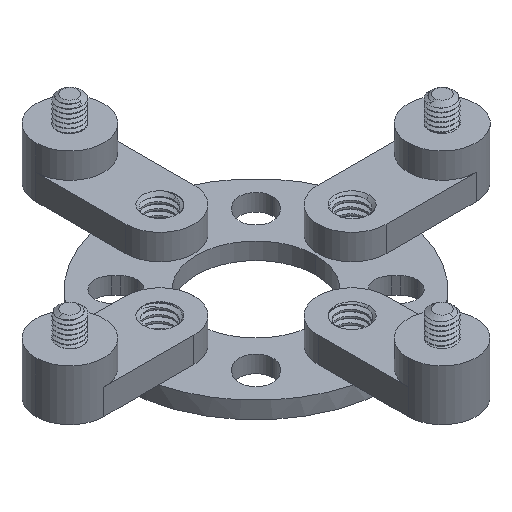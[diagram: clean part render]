
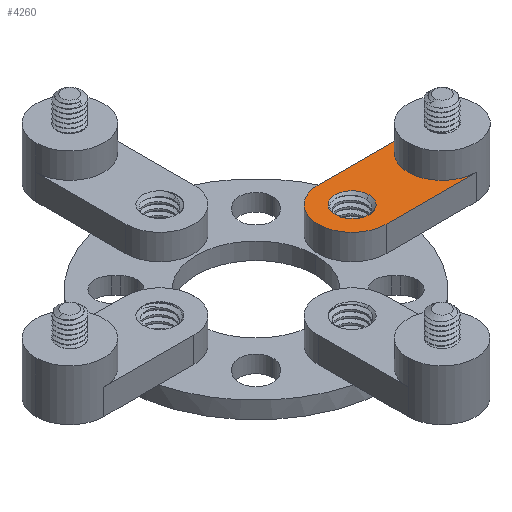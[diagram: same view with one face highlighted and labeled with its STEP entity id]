
A CAD part, isometric view. The second image highlights one B-rep face of the part: STEP entity #4260.
In plain terms, the highlighted planar face has unit normal (0, 0, 1).
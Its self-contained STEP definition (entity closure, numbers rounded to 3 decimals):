
#161 = CARTESIAN_POINT ( 'NONE',  ( 0., 4., 3. ) ) ;
#188 = EDGE_CURVE ( 'NONE', #7018, #10053, #13953, .T. ) ;
#381 = DIRECTION ( 'NONE',  ( 1., 0., 0. ) ) ;
#564 = CARTESIAN_POINT ( 'NONE',  ( 0., -4., 3. ) ) ;
#1294 = ORIENTED_EDGE ( 'NONE', *, *, #9198, .T. ) ;
#1348 = VERTEX_POINT ( 'NONE', #17020 ) ;
#1906 = CARTESIAN_POINT ( 'NONE',  ( 11.314, 0., 3. ) ) ;
#1995 = DIRECTION ( 'NONE',  ( 0., 0., 1. ) ) ;
#2340 = CARTESIAN_POINT ( 'NONE',  ( 10.835, -1.942, 3. ) ) ;
#2512 = CARTESIAN_POINT ( 'NONE',  ( 11.314, 0., 3. ) ) ;
#3214 = CARTESIAN_POINT ( 'NONE',  ( 11.314, 4., 3. ) ) ;
#3563 = LINE ( 'NONE', #161, #16152 ) ;
#3744 = DIRECTION ( 'NONE',  ( 0., 0., -1. ) ) ;
#4119 = VERTEX_POINT ( 'NONE', #18198 ) ;
#4260 = ADVANCED_FACE ( 'NONE', ( #14757, #12962 ), #8751, .T. ) ;
#4725 = CARTESIAN_POINT ( 'NONE',  ( 21.92, 0., 3. ) ) ;
#4769 = AXIS2_PLACEMENT_3D ( 'NONE', #16723, #19819, #9978 ) ;
#4837 = VERTEX_POINT ( 'NONE', #16923 ) ;
#4868 = LINE ( 'NONE', #564, #7182 ) ;
#5197 = EDGE_LOOP ( 'NONE', ( #1294, #5656, #10323, #15220, #18921 ) ) ;
#5333 = DIRECTION ( 'NONE',  ( 0., 0., -1. ) ) ;
#5656 = ORIENTED_EDGE ( 'NONE', *, *, #15365, .T. ) ;
#5810 = CARTESIAN_POINT ( 'NONE',  ( 21.92, -4., 3. ) ) ;
#5886 = CARTESIAN_POINT ( 'NONE',  ( 21.92, 4., 3. ) ) ;
#6068 = ORIENTED_EDGE ( 'NONE', *, *, #13289, .T. ) ;
#6170 = ORIENTED_EDGE ( 'NONE', *, *, #11143, .F. ) ;
#6340 = CIRCLE ( 'NONE', #13489, 2. ) ;
#6476 = CARTESIAN_POINT ( 'NONE',  ( 11.314, 0., 3. ) ) ;
#6536 = DIRECTION ( 'NONE',  ( -1., 0., 0. ) ) ;
#6679 = ORIENTED_EDGE ( 'NONE', *, *, #14820, .T. ) ;
#6882 = DIRECTION ( 'NONE',  ( 0., 0., -1. ) ) ;
#6951 = AXIS2_PLACEMENT_3D ( 'NONE', #4725, #16230, #16154 ) ;
#7018 = VERTEX_POINT ( 'NONE', #7444 ) ;
#7063 = DIRECTION ( 'NONE',  ( 1., 0., 0. ) ) ;
#7182 = VECTOR ( 'NONE', #7240, 1000. ) ;
#7240 = DIRECTION ( 'NONE',  ( 1., 0., 0. ) ) ;
#7363 = EDGE_LOOP ( 'NONE', ( #6679, #8341, #6068, #11855, #6170 ) ) ;
#7444 = CARTESIAN_POINT ( 'NONE',  ( 13.314, 0., 3. ) ) ;
#7610 = VERTEX_POINT ( 'NONE', #5886 ) ;
#7689 = VERTEX_POINT ( 'NONE', #5810 ) ;
#7825 = CARTESIAN_POINT ( 'NONE',  ( 17.92, 0., 3. ) ) ;
#7969 = DIRECTION ( 'NONE',  ( 1., 0., 0. ) ) ;
#8341 = ORIENTED_EDGE ( 'NONE', *, *, #12341, .T. ) ;
#8537 = VERTEX_POINT ( 'NONE', #7825 ) ;
#8751 = PLANE ( 'NONE',  #19934 ) ;
#8938 = CIRCLE ( 'NONE', #21151, 2. ) ;
#9198 = EDGE_CURVE ( 'NONE', #10053, #1348, #10615, .T. ) ;
#9532 = AXIS2_PLACEMENT_3D ( 'NONE', #21247, #14844, #6536 ) ;
#9707 = DIRECTION ( 'NONE',  ( 0., 0., -1. ) ) ;
#9978 = DIRECTION ( 'NONE',  ( 1., 0., 0. ) ) ;
#10053 = VERTEX_POINT ( 'NONE', #15353 ) ;
#10323 = ORIENTED_EDGE ( 'NONE', *, *, #16465, .T. ) ;
#10481 = DIRECTION ( 'NONE',  ( 1., 0., 0. ) ) ;
#10615 = CIRCLE ( 'NONE', #14503, 2. ) ;
#11143 = EDGE_CURVE ( 'NONE', #7610, #8537, #13153, .T. ) ;
#11722 = VERTEX_POINT ( 'NONE', #2340 ) ;
#11806 = DIRECTION ( 'NONE',  ( -1., 0., 0. ) ) ;
#11833 = DIRECTION ( 'NONE',  ( 1., 0., 0. ) ) ;
#11855 = ORIENTED_EDGE ( 'NONE', *, *, #11993, .F. ) ;
#11993 = EDGE_CURVE ( 'NONE', #8537, #7689, #20597, .T. ) ;
#12341 = EDGE_CURVE ( 'NONE', #20928, #4119, #18523, .T. ) ;
#12962 = FACE_OUTER_BOUND ( 'NONE', #7363, .T. ) ;
#13153 = CIRCLE ( 'NONE', #6951, 4. ) ;
#13289 = EDGE_CURVE ( 'NONE', #4119, #7689, #4868, .T. ) ;
#13489 = AXIS2_PLACEMENT_3D ( 'NONE', #16721, #6882, #11833 ) ;
#13953 = CIRCLE ( 'NONE', #4769, 2. ) ;
#14311 = DIRECTION ( 'NONE',  ( 0., 0., 1. ) ) ;
#14503 = AXIS2_PLACEMENT_3D ( 'NONE', #15116, #3744, #7063 ) ;
#14757 = FACE_BOUND ( 'NONE', #5197, .T. ) ;
#14820 = EDGE_CURVE ( 'NONE', #7610, #20928, #3563, .T. ) ;
#14844 = DIRECTION ( 'NONE',  ( 0., 0., 1. ) ) ;
#15116 = CARTESIAN_POINT ( 'NONE',  ( 11.314, 0., 3. ) ) ;
#15220 = ORIENTED_EDGE ( 'NONE', *, *, #18687, .T. ) ;
#15353 = CARTESIAN_POINT ( 'NONE',  ( 12.36, -1.704, 3. ) ) ;
#15365 = EDGE_CURVE ( 'NONE', #1348, #11722, #8938, .T. ) ;
#16152 = VECTOR ( 'NONE', #11806, 1000. ) ;
#16154 = DIRECTION ( 'NONE',  ( -1., 0., 0. ) ) ;
#16230 = DIRECTION ( 'NONE',  ( 0., 0., 1. ) ) ;
#16419 = AXIS2_PLACEMENT_3D ( 'NONE', #2512, #14311, #19061 ) ;
#16465 = EDGE_CURVE ( 'NONE', #11722, #4837, #21008, .T. ) ;
#16721 = CARTESIAN_POINT ( 'NONE',  ( 11.314, 0., 3. ) ) ;
#16723 = CARTESIAN_POINT ( 'NONE',  ( 11.314, 0., 3. ) ) ;
#16923 = CARTESIAN_POINT ( 'NONE',  ( 9.314, 0., 3. ) ) ;
#17020 = CARTESIAN_POINT ( 'NONE',  ( 10.94, -1.965, 3. ) ) ;
#18198 = CARTESIAN_POINT ( 'NONE',  ( 11.314, -4., 3. ) ) ;
#18523 = CIRCLE ( 'NONE', #16419, 4. ) ;
#18687 = EDGE_CURVE ( 'NONE', #4837, #7018, #6340, .T. ) ;
#18921 = ORIENTED_EDGE ( 'NONE', *, *, #188, .T. ) ;
#19061 = DIRECTION ( 'NONE',  ( 1., 0., 0. ) ) ;
#19510 = AXIS2_PLACEMENT_3D ( 'NONE', #1906, #5333, #381 ) ;
#19819 = DIRECTION ( 'NONE',  ( 0., 0., -1. ) ) ;
#19934 = AXIS2_PLACEMENT_3D ( 'NONE', #20246, #1995, #10481 ) ;
#20246 = CARTESIAN_POINT ( 'NONE',  ( 0., 0., 3. ) ) ;
#20597 = CIRCLE ( 'NONE', #9532, 4. ) ;
#20928 = VERTEX_POINT ( 'NONE', #3214 ) ;
#21008 = CIRCLE ( 'NONE', #19510, 2. ) ;
#21151 = AXIS2_PLACEMENT_3D ( 'NONE', #6476, #9707, #7969 ) ;
#21247 = CARTESIAN_POINT ( 'NONE',  ( 21.92, 0., 3. ) ) ;
